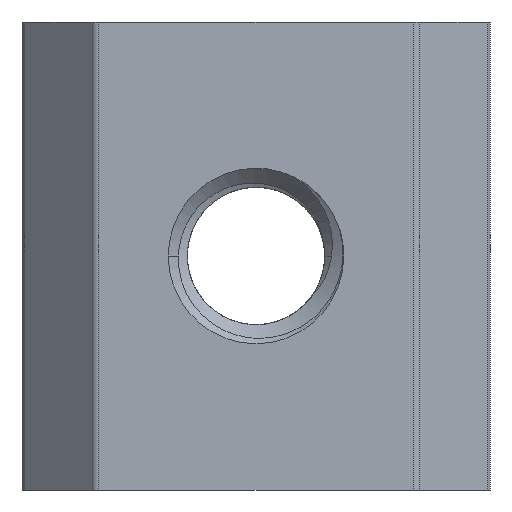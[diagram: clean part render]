
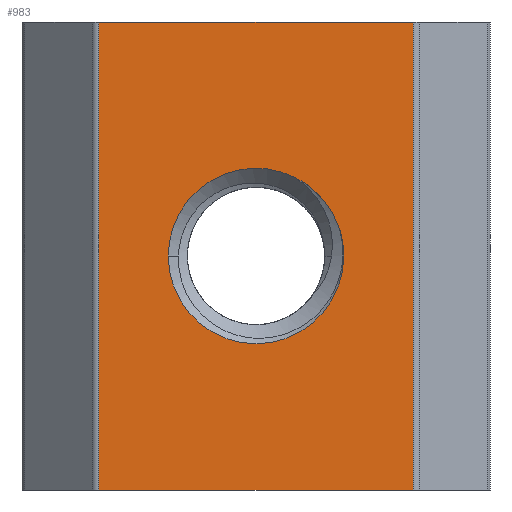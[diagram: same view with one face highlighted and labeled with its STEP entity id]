
A CAD part, front view. The second image highlights one B-rep face of the part: STEP entity #983.
In plain terms, the highlighted planar face has unit normal (0, -1, 0).
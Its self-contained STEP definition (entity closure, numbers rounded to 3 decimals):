
#71=CARTESIAN_POINT('',(-3.,-4.1,0.));
#72=VERTEX_POINT('',#71);
#79=CARTESIAN_POINT('',(3.,-4.1,-0.));
#80=VERTEX_POINT('',#79);
#81=CARTESIAN_POINT('',(0.,-4.1,0.));
#82=DIRECTION('',(0.,-1.,-0.));
#83=DIRECTION('',(1.,0.,0.));
#84=AXIS2_PLACEMENT_3D('',#81,#82,#83);
#85=CIRCLE('',#84,3.);
#86=EDGE_CURVE('',#72,#80,#85,.T.);
#157=CARTESIAN_POINT('',(1.357,-4.1,2.676));
#158=VERTEX_POINT('',#157);
#172=CARTESIAN_POINT('',(0.,-4.1,0.));
#173=DIRECTION('',(0.,-1.,-0.));
#174=DIRECTION('',(1.,0.,0.));
#175=AXIS2_PLACEMENT_3D('',#172,#173,#174);
#176=CIRCLE('',#175,3.);
#177=EDGE_CURVE('',#158,#72,#176,.T.);
#187=CARTESIAN_POINT('',(2.851,-4.1,0.933));
#188=VERTEX_POINT('',#187);
#197=CARTESIAN_POINT('',(0.,-4.1,0.));
#198=DIRECTION('',(0.,-1.,-0.));
#199=DIRECTION('',(1.,0.,0.));
#200=AXIS2_PLACEMENT_3D('',#197,#198,#199);
#201=CIRCLE('',#200,3.);
#202=EDGE_CURVE('',#80,#188,#201,.T.);
#932=CARTESIAN_POINT('',(5.5,-4.1,8.));
#933=DIRECTION('',(-0.,1.,0.));
#934=DIRECTION('',(-1.,-0.,0.));
#935=AXIS2_PLACEMENT_3D('',#932,#933,#934);
#936=PLANE('',#935);
#937=CARTESIAN_POINT('',(0.,-4.1,0.));
#938=DIRECTION('',(0.,-1.,0.));
#939=DIRECTION('',(-1.,-0.,0.));
#940=AXIS2_PLACEMENT_3D('',#937,#938,#939);
#941=CIRCLE('',#940,3.);
#942=EDGE_CURVE('',#188,#158,#941,.T.);
#943=ORIENTED_EDGE('',*,*,#942,.F.);
#944=ORIENTED_EDGE('',*,*,#202,.F.);
#945=ORIENTED_EDGE('',*,*,#86,.F.);
#946=ORIENTED_EDGE('',*,*,#177,.F.);
#947=EDGE_LOOP('',(#943,#944,#945,#946));
#948=FACE_BOUND('',#947,.T.);
#949=CARTESIAN_POINT('',(-5.376,-4.1,-8.));
#950=VERTEX_POINT('',#949);
#951=CARTESIAN_POINT('',(-5.376,-4.1,8.));
#952=VERTEX_POINT('',#951);
#953=CARTESIAN_POINT('',(-5.376,-4.1,-8.));
#954=DIRECTION('',(0.,0.,1.));
#955=VECTOR('',#954,16.);
#956=LINE('',#953,#955);
#957=EDGE_CURVE('',#950,#952,#956,.T.);
#958=ORIENTED_EDGE('',*,*,#957,.F.);
#959=CARTESIAN_POINT('',(5.376,-4.1,-8.));
#960=VERTEX_POINT('',#959);
#961=CARTESIAN_POINT('',(5.376,-4.1,-8.));
#962=DIRECTION('',(-1.,-0.,0.));
#963=VECTOR('',#962,10.751);
#964=LINE('',#961,#963);
#965=EDGE_CURVE('',#960,#950,#964,.T.);
#966=ORIENTED_EDGE('',*,*,#965,.F.);
#967=CARTESIAN_POINT('',(5.376,-4.1,8.));
#968=VERTEX_POINT('',#967);
#969=CARTESIAN_POINT('',(5.376,-4.1,8.));
#970=DIRECTION('',(0.,0.,-1.));
#971=VECTOR('',#970,16.);
#972=LINE('',#969,#971);
#973=EDGE_CURVE('',#968,#960,#972,.T.);
#974=ORIENTED_EDGE('',*,*,#973,.F.);
#975=CARTESIAN_POINT('',(-5.376,-4.1,8.));
#976=DIRECTION('',(1.,0.,0.));
#977=VECTOR('',#976,10.751);
#978=LINE('',#975,#977);
#979=EDGE_CURVE('',#952,#968,#978,.T.);
#980=ORIENTED_EDGE('',*,*,#979,.F.);
#981=EDGE_LOOP('',(#958,#966,#974,#980));
#982=FACE_BOUND('',#981,.T.);
#983=ADVANCED_FACE('NONE',(#948,#982),#936,.F.);
